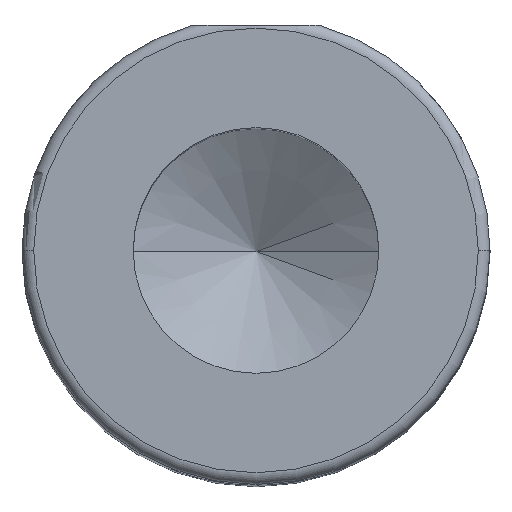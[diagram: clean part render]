
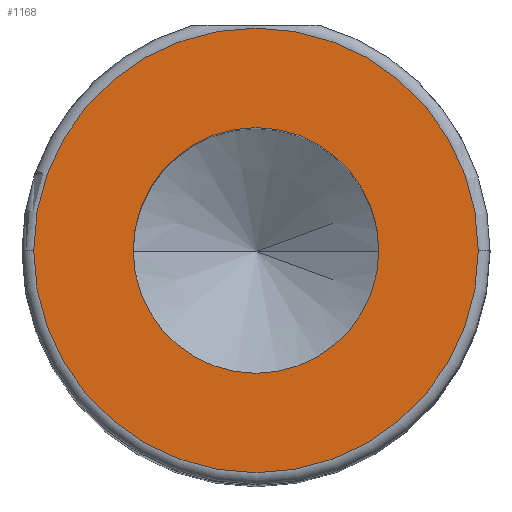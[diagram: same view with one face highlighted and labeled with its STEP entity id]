
A CAD part, top view. The second image highlights one B-rep face of the part: STEP entity #1168.
In plain terms, the highlighted planar face has unit normal (0, 0, 1).
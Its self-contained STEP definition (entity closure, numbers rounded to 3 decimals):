
#26 = EDGE_LOOP ( 'NONE', ( #762, #409 ) ) ;
#42 = CIRCLE ( 'NONE', #634, 3.8 ) ;
#45 = EDGE_CURVE ( 'NONE', #862, #1126, #1017, .T. ) ;
#55 = DIRECTION ( 'NONE',  ( 0., 0., 1. ) ) ;
#56 = DIRECTION ( 'NONE',  ( 0., 0., 1. ) ) ;
#141 = CARTESIAN_POINT ( 'NONE',  ( 0., 0., 12.5 ) ) ;
#142 = DIRECTION ( 'NONE',  ( 1., 0., 0. ) ) ;
#143 = EDGE_CURVE ( 'NONE', #564, #1071, #363, .T. ) ;
#245 = DIRECTION ( 'NONE',  ( 1., 0., 0. ) ) ;
#341 = FACE_BOUND ( 'NONE', #914, .T. ) ;
#363 = CIRCLE ( 'NONE', #512, 3.8 ) ;
#379 = PLANE ( 'NONE',  #1210 ) ;
#388 = CARTESIAN_POINT ( 'NONE',  ( 0., 0., 12.5 ) ) ;
#409 = ORIENTED_EDGE ( 'NONE', *, *, #740, .T. ) ;
#488 = AXIS2_PLACEMENT_3D ( 'NONE', #653, #55, #753 ) ;
#512 = AXIS2_PLACEMENT_3D ( 'NONE', #388, #1193, #921 ) ;
#564 = VERTEX_POINT ( 'NONE', #1062 ) ;
#592 = CARTESIAN_POINT ( 'NONE',  ( -3.8, 0., 12.5 ) ) ;
#593 = CARTESIAN_POINT ( 'NONE',  ( 0., 0., 12.5 ) ) ;
#619 = AXIS2_PLACEMENT_3D ( 'NONE', #1162, #56, #142 ) ;
#634 = AXIS2_PLACEMENT_3D ( 'NONE', #141, #872, #245 ) ;
#653 = CARTESIAN_POINT ( 'NONE',  ( 0., 0., 12.5 ) ) ;
#700 = DIRECTION ( 'NONE',  ( 1., 0., 0. ) ) ;
#715 = EDGE_CURVE ( 'NONE', #1126, #862, #819, .T. ) ;
#740 = EDGE_CURVE ( 'NONE', #1071, #564, #42, .T. ) ;
#753 = DIRECTION ( 'NONE',  ( 1., 0., 0. ) ) ;
#762 = ORIENTED_EDGE ( 'NONE', *, *, #143, .T. ) ;
#819 = CIRCLE ( 'NONE', #488, 2.1 ) ;
#844 = ORIENTED_EDGE ( 'NONE', *, *, #715, .F. ) ;
#862 = VERTEX_POINT ( 'NONE', #1156 ) ;
#872 = DIRECTION ( 'NONE',  ( 0., 0., 1. ) ) ;
#914 = EDGE_LOOP ( 'NONE', ( #844, #1011 ) ) ;
#921 = DIRECTION ( 'NONE',  ( 1., 0., 0. ) ) ;
#1011 = ORIENTED_EDGE ( 'NONE', *, *, #45, .F. ) ;
#1017 = CIRCLE ( 'NONE', #619, 2.1 ) ;
#1062 = CARTESIAN_POINT ( 'NONE',  ( 3.8, 0., 12.5 ) ) ;
#1071 = VERTEX_POINT ( 'NONE', #592 ) ;
#1126 = VERTEX_POINT ( 'NONE', #1192 ) ;
#1155 = FACE_OUTER_BOUND ( 'NONE', #26, .T. ) ;
#1156 = CARTESIAN_POINT ( 'NONE',  ( -2.1, 0., 12.5 ) ) ;
#1162 = CARTESIAN_POINT ( 'NONE',  ( 0., 0., 12.5 ) ) ;
#1168 = ADVANCED_FACE ( 'NONE', ( #341, #1155 ), #379, .T. ) ;
#1192 = CARTESIAN_POINT ( 'NONE',  ( 2.1, 0., 12.5 ) ) ;
#1193 = DIRECTION ( 'NONE',  ( 0., 0., 1. ) ) ;
#1210 = AXIS2_PLACEMENT_3D ( 'NONE', #593, #1293, #700 ) ;
#1293 = DIRECTION ( 'NONE',  ( 0., 0., 1. ) ) ;
